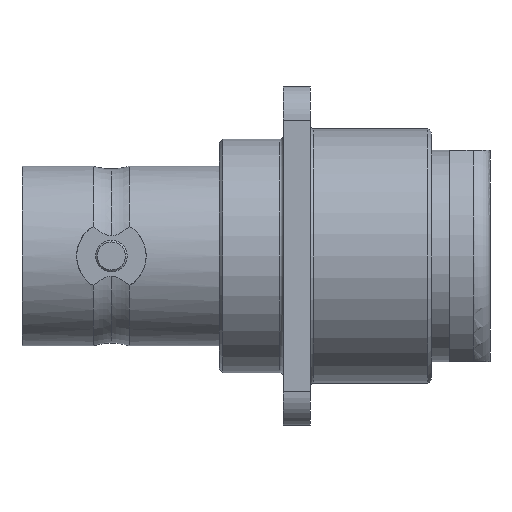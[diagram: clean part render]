
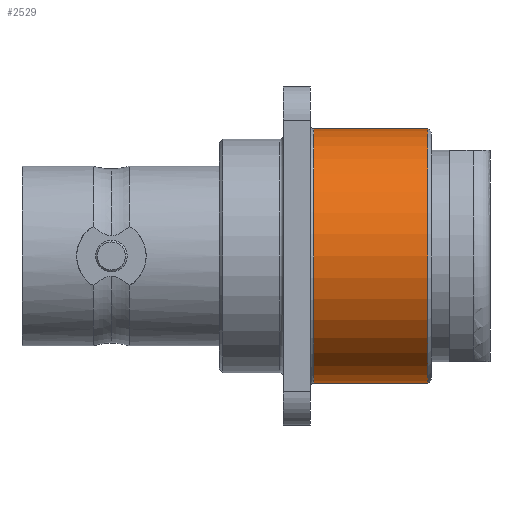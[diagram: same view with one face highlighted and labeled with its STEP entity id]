
A CAD part, front view. The second image highlights one B-rep face of the part: STEP entity #2529.
In plain terms, the highlighted cylindrical face has radius 9.524 mm (diameter 19.048 mm), a partial arc.
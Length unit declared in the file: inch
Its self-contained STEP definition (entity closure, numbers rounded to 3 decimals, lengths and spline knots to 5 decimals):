
#7 = EDGE_CURVE ( 'NONE', #1511, #3455, #558, .T. ) ;
#122 = CARTESIAN_POINT ( 'NONE',  ( 0.86, 0., 0.37496 ) ) ;
#438 = CARTESIAN_POINT ( 'NONE',  ( 0.87059, 0., -0.37496 ) ) ;
#487 = DIRECTION ( 'NONE',  ( 1., 0., 0. ) ) ;
#558 = CIRCLE ( 'NONE', #2934, 0.37496 ) ;
#607 = VERTEX_POINT ( 'NONE', #122 ) ;
#721 = LINE ( 'NONE', #438, #1771 ) ;
#995 = LINE ( 'NONE', #1883, #3447 ) ;
#1088 = DIRECTION ( 'NONE',  ( 0., 0., -1. ) ) ;
#1097 = CARTESIAN_POINT ( 'NONE',  ( 0.87059, 0., 0. ) ) ;
#1451 = EDGE_CURVE ( 'NONE', #607, #3455, #995, .T. ) ;
#1511 = VERTEX_POINT ( 'NONE', #2397 ) ;
#1555 = ORIENTED_EDGE ( 'NONE', *, *, #7, .T. ) ;
#1642 = EDGE_LOOP ( 'NONE', ( #2223, #2053, #2337, #1555 ) ) ;
#1681 = DIRECTION ( 'NONE',  ( 1., 0., 0. ) ) ;
#1771 = VECTOR ( 'NONE', #1837, 39.37008 ) ;
#1778 = AXIS2_PLACEMENT_3D ( 'NONE', #3363, #1681, #2195 ) ;
#1828 = CIRCLE ( 'NONE', #1778, 0.37496 ) ;
#1837 = DIRECTION ( 'NONE',  ( 1., 0., 0. ) ) ;
#1881 = DIRECTION ( 'NONE',  ( -1., 0., 0. ) ) ;
#1883 = CARTESIAN_POINT ( 'NONE',  ( 0.87059, 0., 0.37496 ) ) ;
#2053 = ORIENTED_EDGE ( 'NONE', *, *, #2537, .T. ) ;
#2179 = DIRECTION ( 'NONE',  ( 0., 0., -1. ) ) ;
#2195 = DIRECTION ( 'NONE',  ( 0., 0., -1. ) ) ;
#2223 = ORIENTED_EDGE ( 'NONE', *, *, #1451, .F. ) ;
#2311 = CYLINDRICAL_SURFACE ( 'NONE', #3308, 0.37496 ) ;
#2337 = ORIENTED_EDGE ( 'NONE', *, *, #3362, .T. ) ;
#2397 = CARTESIAN_POINT ( 'NONE',  ( 1.1971, 0., -0.37496 ) ) ;
#2453 = DIRECTION ( 'NONE',  ( 1., 0., 0. ) ) ;
#2525 = FACE_OUTER_BOUND ( 'NONE', #1642, .T. ) ;
#2529 = ADVANCED_FACE ( 'NONE', ( #2525 ), #2311, .T. ) ;
#2537 = EDGE_CURVE ( 'NONE', #607, #3621, #1828, .T. ) ;
#2908 = CARTESIAN_POINT ( 'NONE',  ( 0.86, 0., -0.37496 ) ) ;
#2934 = AXIS2_PLACEMENT_3D ( 'NONE', #2985, #1881, #1088 ) ;
#2985 = CARTESIAN_POINT ( 'NONE',  ( 1.1971, 0., 0. ) ) ;
#3308 = AXIS2_PLACEMENT_3D ( 'NONE', #1097, #487, #2179 ) ;
#3362 = EDGE_CURVE ( 'NONE', #3621, #1511, #721, .T. ) ;
#3363 = CARTESIAN_POINT ( 'NONE',  ( 0.86, 0., 0. ) ) ;
#3447 = VECTOR ( 'NONE', #2453, 39.37008 ) ;
#3455 = VERTEX_POINT ( 'NONE', #3493 ) ;
#3493 = CARTESIAN_POINT ( 'NONE',  ( 1.1971, 0., 0.37496 ) ) ;
#3621 = VERTEX_POINT ( 'NONE', #2908 ) ;
